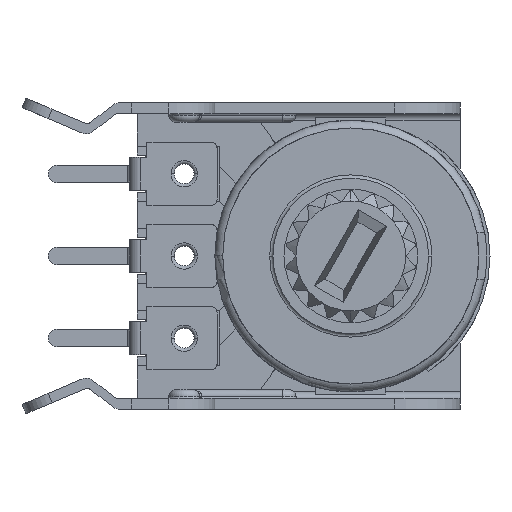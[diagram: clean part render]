
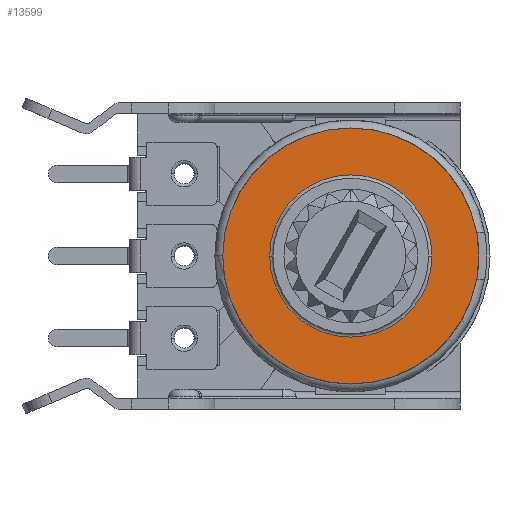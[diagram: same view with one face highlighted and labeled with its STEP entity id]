
A CAD part, front view. The second image highlights one B-rep face of the part: STEP entity #13599.
In plain terms, the highlighted planar face has unit normal (0, -1, 0).
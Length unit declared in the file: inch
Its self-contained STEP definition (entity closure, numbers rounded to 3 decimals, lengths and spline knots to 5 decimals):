
#493 = CIRCLE ( 'NONE', #1270, 0.23 ) ;
#543 = EDGE_CURVE ( 'NONE', #7812, #5953, #493, .T. ) ;
#651 = FACE_OUTER_BOUND ( 'NONE', #13338, .T. ) ;
#960 = DIRECTION ( 'NONE',  ( 0., 1., 0. ) ) ;
#1056 = CARTESIAN_POINT ( 'NONE',  ( 0., 0., 0. ) ) ;
#1224 = DIRECTION ( 'NONE',  ( 0., 0., -1. ) ) ;
#1270 = AXIS2_PLACEMENT_3D ( 'NONE', #13893, #5505, #1224 ) ;
#1377 = EDGE_CURVE ( 'NONE', #8662, #8413, #16429, .T. ) ;
#3803 = DIRECTION ( 'NONE',  ( 1., 0., 0. ) ) ;
#5181 = AXIS2_PLACEMENT_3D ( 'NONE', #1056, #6683, #10977 ) ;
#5505 = DIRECTION ( 'NONE',  ( 0., -1., 0. ) ) ;
#5913 = DIRECTION ( 'NONE',  ( 0., 0., 1. ) ) ;
#5951 = DIRECTION ( 'NONE',  ( 0., -1., 0. ) ) ;
#5953 = VERTEX_POINT ( 'NONE', #10694 ) ;
#6683 = DIRECTION ( 'NONE',  ( 0., -1., 0. ) ) ;
#6993 = CARTESIAN_POINT ( 'NONE',  ( 0.14567, 0., 0. ) ) ;
#7812 = VERTEX_POINT ( 'NONE', #8333 ) ;
#7891 = EDGE_LOOP ( 'NONE', ( #8350, #13432 ) ) ;
#8316 = AXIS2_PLACEMENT_3D ( 'NONE', #14536, #14478, #5913 ) ;
#8333 = CARTESIAN_POINT ( 'NONE',  ( 0., 0., -0.23 ) ) ;
#8350 = ORIENTED_EDGE ( 'NONE', *, *, #1377, .F. ) ;
#8413 = VERTEX_POINT ( 'NONE', #6993 ) ;
#8662 = VERTEX_POINT ( 'NONE', #17636 ) ;
#9291 = CARTESIAN_POINT ( 'NONE',  ( 0., 0., 0. ) ) ;
#9360 = ORIENTED_EDGE ( 'NONE', *, *, #14762, .T. ) ;
#9412 = EDGE_CURVE ( 'NONE', #8413, #8662, #12457, .T. ) ;
#10694 = CARTESIAN_POINT ( 'NONE',  ( 0., 0., 0.23 ) ) ;
#10977 = DIRECTION ( 'NONE',  ( 1., 0., 0. ) ) ;
#11022 = CARTESIAN_POINT ( 'NONE',  ( 0., 0., 0. ) ) ;
#12457 = CIRCLE ( 'NONE', #5181, 0.14567 ) ;
#13338 = EDGE_LOOP ( 'NONE', ( #9360, #15393 ) ) ;
#13432 = ORIENTED_EDGE ( 'NONE', *, *, #9412, .F. ) ;
#13478 = AXIS2_PLACEMENT_3D ( 'NONE', #11022, #960, #3803 ) ;
#13599 = ADVANCED_FACE ( 'NONE', ( #651, #15293 ), #18053, .F. ) ;
#13893 = CARTESIAN_POINT ( 'NONE',  ( 0., 0., 0. ) ) ;
#14478 = DIRECTION ( 'NONE',  ( 0., -1., 0. ) ) ;
#14536 = CARTESIAN_POINT ( 'NONE',  ( 0., 0., 0. ) ) ;
#14762 = EDGE_CURVE ( 'NONE', #5953, #7812, #14823, .T. ) ;
#14823 = CIRCLE ( 'NONE', #8316, 0.23 ) ;
#15293 = FACE_BOUND ( 'NONE', #7891, .T. ) ;
#15393 = ORIENTED_EDGE ( 'NONE', *, *, #543, .T. ) ;
#16429 = CIRCLE ( 'NONE', #17480, 0.14567 ) ;
#17480 = AXIS2_PLACEMENT_3D ( 'NONE', #9291, #5951, #17641 ) ;
#17636 = CARTESIAN_POINT ( 'NONE',  ( -0.14567, 0., 0. ) ) ;
#17641 = DIRECTION ( 'NONE',  ( -1., 0., 0. ) ) ;
#18053 = PLANE ( 'NONE',  #13478 ) ;
